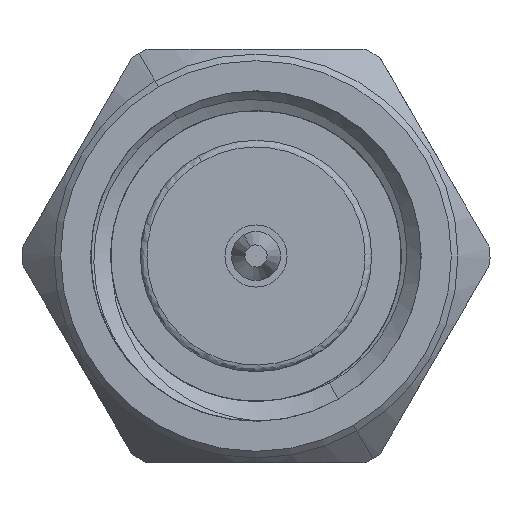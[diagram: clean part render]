
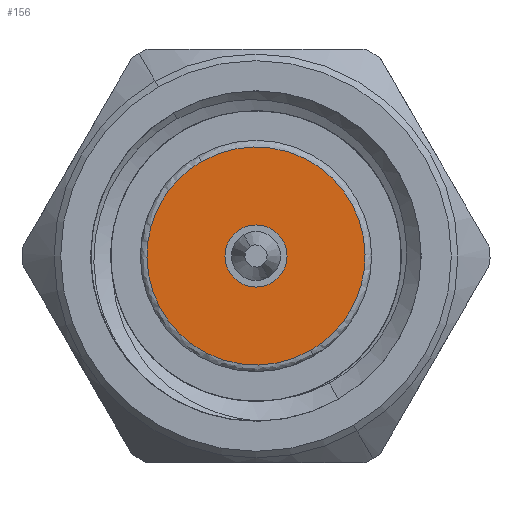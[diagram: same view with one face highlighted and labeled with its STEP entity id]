
A CAD part, left-side view. The second image highlights one B-rep face of the part: STEP entity #156.
In plain terms, the highlighted planar face has unit normal (-1, 0, 0).
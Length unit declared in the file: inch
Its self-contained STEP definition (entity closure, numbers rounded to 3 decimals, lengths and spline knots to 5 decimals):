
#38 = DIRECTION ( 'NONE',  ( 1., 0., 0. ) ) ;
#100 = CARTESIAN_POINT ( 'NONE',  ( 0.11, 0.04125, -0.07145 ) ) ;
#156 = ADVANCED_FACE ( 'NONE', ( #4595, #5280 ), #3476, .F. ) ;
#233 = CARTESIAN_POINT ( 'NONE',  ( 0.11, 0., 0. ) ) ;
#626 = ORIENTED_EDGE ( 'NONE', *, *, #6803, .F. ) ;
#649 = AXIS2_PLACEMENT_3D ( 'NONE', #233, #6483, #7099 ) ;
#1106 = CARTESIAN_POINT ( 'NONE',  ( 0.11, 0., 0. ) ) ;
#1464 = CARTESIAN_POINT ( 'NONE',  ( 0.11, 0.10164, 0.15395 ) ) ;
#1544 = ORIENTED_EDGE ( 'NONE', *, *, #6391, .F. ) ;
#1577 = CARTESIAN_POINT ( 'NONE',  ( 0.11, -0.04125, 0.07145 ) ) ;
#1772 = ORIENTED_EDGE ( 'NONE', *, *, #3511, .F. ) ;
#2056 = CARTESIAN_POINT ( 'NONE',  ( 0.11, -0.01175, 0.02035 ) ) ;
#2272 = EDGE_LOOP ( 'NONE', ( #1772, #626 ) ) ;
#2332 = DIRECTION ( 'NONE',  ( 0., 1., 0. ) ) ;
#2347 = EDGE_LOOP ( 'NONE', ( #4312, #1544 ) ) ;
#2511 =( BOUNDED_CURVE ( )  B_SPLINE_CURVE ( 3, ( #4888, #2622, #1464, #5976 ),
 .UNSPECIFIED., .F., .F. ) 
 B_SPLINE_CURVE_WITH_KNOTS ( ( 4, 4 ),
 ( 0., 1. ),
 .UNSPECIFIED. ) 
 CURVE ( )  GEOMETRIC_REPRESENTATION_ITEM ( )  RATIONAL_B_SPLINE_CURVE ( ( 1., 0.333, 0.333, 1. ) ) 
 REPRESENTATION_ITEM ( '' )  );
#2622 = CARTESIAN_POINT ( 'NONE',  ( 0.11, 0.18414, 0.01105 ) ) ;
#2815 = DIRECTION ( 'NONE',  ( 0., 0.5, -0.866 ) ) ;
#2822 = CARTESIAN_POINT ( 'NONE',  ( 0.11, 0.01175, -0.02035 ) ) ;
#2839 = CARTESIAN_POINT ( 'NONE',  ( 0.11, 0.04125, -0.07145 ) ) ;
#3271 = VERTEX_POINT ( 'NONE', #6099 ) ;
#3476 = PLANE ( 'NONE',  #5536 ) ;
#3511 = EDGE_CURVE ( 'NONE', #4673, #3271, #2511, .T. ) ;
#3849 = DIRECTION ( 'NONE',  ( -1., 0., 0. ) ) ;
#4312 = ORIENTED_EDGE ( 'NONE', *, *, #5768, .F. ) ;
#4417 = CARTESIAN_POINT ( 'NONE',  ( 0.11, -0.18414, -0.01105 ) ) ;
#4453 = VERTEX_POINT ( 'NONE', #2056 ) ;
#4595 = FACE_BOUND ( 'NONE', #2347, .T. ) ;
#4673 = VERTEX_POINT ( 'NONE', #100 ) ;
#4888 = CARTESIAN_POINT ( 'NONE',  ( 0.11, 0.04125, -0.07145 ) ) ;
#5062 = CIRCLE ( 'NONE', #649, 0.0235 ) ;
#5280 = FACE_OUTER_BOUND ( 'NONE', #2272, .T. ) ;
#5536 = AXIS2_PLACEMENT_3D ( 'NONE', #1106, #38, #2332 ) ;
#5703 = CARTESIAN_POINT ( 'NONE',  ( 0.11, -0.10164, -0.15395 ) ) ;
#5768 = EDGE_CURVE ( 'NONE', #6579, #4453, #6132, .T. ) ;
#5976 = CARTESIAN_POINT ( 'NONE',  ( 0.11, -0.04125, 0.07145 ) ) ;
#6099 = CARTESIAN_POINT ( 'NONE',  ( 0.11, -0.04125, 0.07145 ) ) ;
#6132 = CIRCLE ( 'NONE', #6252, 0.0235 ) ;
#6183 =( BOUNDED_CURVE ( )  B_SPLINE_CURVE ( 3, ( #1577, #4417, #5703, #2839 ),
 .UNSPECIFIED., .F., .F. ) 
 B_SPLINE_CURVE_WITH_KNOTS ( ( 4, 4 ),
 ( 0., 1. ),
 .UNSPECIFIED. ) 
 CURVE ( )  GEOMETRIC_REPRESENTATION_ITEM ( )  RATIONAL_B_SPLINE_CURVE ( ( 1., 0.333, 0.333, 1. ) ) 
 REPRESENTATION_ITEM ( '' )  );
#6252 = AXIS2_PLACEMENT_3D ( 'NONE', #6738, #3849, #2815 ) ;
#6391 = EDGE_CURVE ( 'NONE', #4453, #6579, #5062, .T. ) ;
#6483 = DIRECTION ( 'NONE',  ( -1., 0., 0. ) ) ;
#6579 = VERTEX_POINT ( 'NONE', #2822 ) ;
#6738 = CARTESIAN_POINT ( 'NONE',  ( 0.11, 0., 0. ) ) ;
#6803 = EDGE_CURVE ( 'NONE', #3271, #4673, #6183, .T. ) ;
#7099 = DIRECTION ( 'NONE',  ( 0., 0.5, -0.866 ) ) ;
